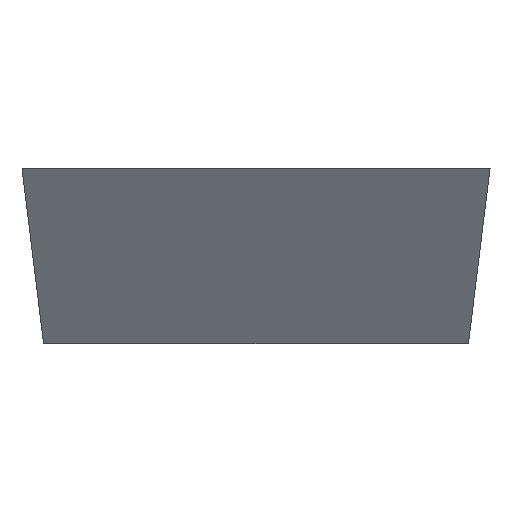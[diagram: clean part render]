
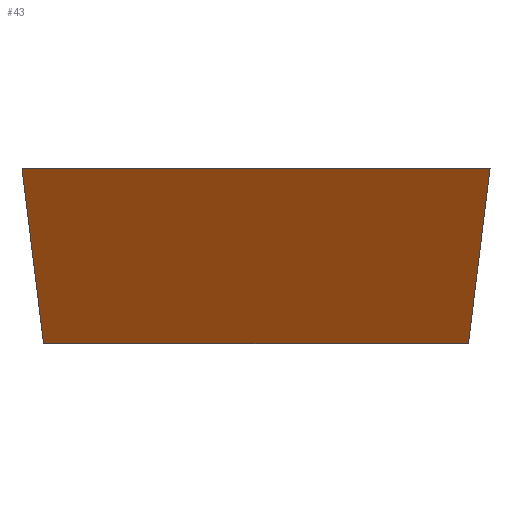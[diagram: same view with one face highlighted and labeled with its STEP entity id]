
A CAD part, left-side view. The second image highlights one B-rep face of the part: STEP entity #43.
In plain terms, the highlighted planar face has unit normal (-0.813, 0.569, -0.122).
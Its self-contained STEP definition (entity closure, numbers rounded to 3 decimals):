
#38=FACE_OUTER_BOUND('',#96,.T.);
#43=ADVANCED_FACE('',(#38),#53,.F.);
#53=PLANE('',#211);
#60=LINE('',#306,#72);
#61=LINE('',#308,#73);
#64=LINE('',#314,#76);
#65=LINE('',#316,#77);
#72=VECTOR('',#234,1.0);
#73=VECTOR('',#237,1.0);
#76=VECTOR('',#242,1.0);
#77=VECTOR('',#243,1.0);
#96=EDGE_LOOP('',(#118,#119,#120,#121));
#118=ORIENTED_EDGE('',*,*,#160,.F.);
#119=ORIENTED_EDGE('',*,*,#164,.T.);
#120=ORIENTED_EDGE('',*,*,#165,.F.);
#121=ORIENTED_EDGE('',*,*,#161,.F.);
#144=VERTEX_POINT('',#300);
#147=VERTEX_POINT('',#305);
#148=VERTEX_POINT('',#309);
#150=VERTEX_POINT('',#315);
#160=EDGE_CURVE('',#147,#144,#60,.T.);
#161=EDGE_CURVE('INSERT_CORNER_EDGE4',#144,#148,#61,.T.);
#164=EDGE_CURVE('INSERT_CORNER_EDGE1',#147,#150,#64,.T.);
#165=EDGE_CURVE('',#148,#150,#65,.T.);
#211=AXIS2_PLACEMENT_3D('',#317,#244,#245);
#234=DIRECTION('',(0.574,0.819,0.0));
#237=DIRECTION('',(-0.063,0.122,0.991));
#242=DIRECTION('',(-0.228,-0.119,0.966));
#243=DIRECTION('',(-0.574,-0.819,0.));
#244=DIRECTION('',(0.813,-0.569,0.122));
#245=DIRECTION('',(0.574,0.819,0.0));
#300=CARTESIAN_POINT('',(4.599,6.058,-2.381));
#305=CARTESIAN_POINT('',(0.562,0.292,-2.381));
#306=CARTESIAN_POINT('',(3.738,4.828,-2.381));
#308=CARTESIAN_POINT('',(4.453,6.337,-0.104));
#309=CARTESIAN_POINT('',(4.446,6.35,0.));
#314=CARTESIAN_POINT('',(0.317,0.165,-1.344));
#315=CARTESIAN_POINT('',(0.,0.,0.));
#316=CARTESIAN_POINT('',(3.498,4.996,0.));
#317=CARTESIAN_POINT('',(3.498,4.996,0.));
